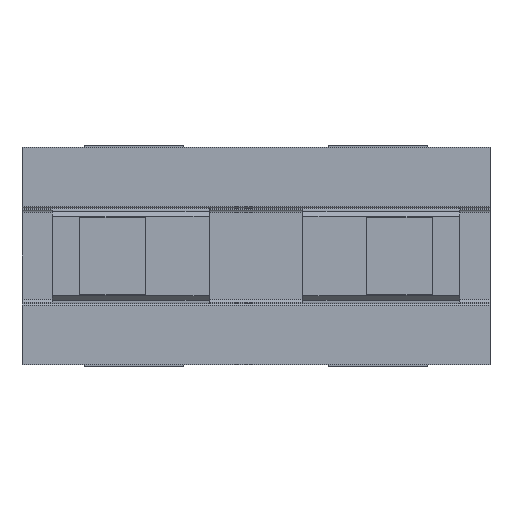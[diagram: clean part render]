
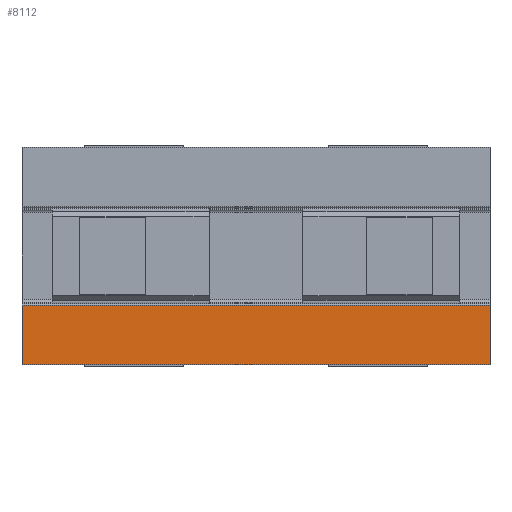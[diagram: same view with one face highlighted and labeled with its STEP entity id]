
A CAD part, left-side view. The second image highlights one B-rep face of the part: STEP entity #8112.
In plain terms, the highlighted planar face has unit normal (-1, 0, 0).
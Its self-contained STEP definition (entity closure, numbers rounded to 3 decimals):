
#460 = VECTOR ( 'NONE', #4780, 1000. ) ;
#484 = CARTESIAN_POINT ( 'NONE',  ( -75., 35.5, -16.5 ) ) ;
#870 = CARTESIAN_POINT ( 'NONE',  ( -75., -35.5, 16.5 ) ) ;
#1011 = CARTESIAN_POINT ( 'NONE',  ( -75., 35.5, -16.5 ) ) ;
#1025 = VERTEX_POINT ( 'NONE', #6034 ) ;
#1871 = CARTESIAN_POINT ( 'NONE',  ( -75., -35.5, -16.5 ) ) ;
#1980 = LINE ( 'NONE', #4345, #3713 ) ;
#2066 = EDGE_CURVE ( 'NONE', #4145, #6391, #1980, .T. ) ;
#2227 = LINE ( 'NONE', #484, #3754 ) ;
#2357 = ORIENTED_EDGE ( 'NONE', *, *, #5068, .F. ) ;
#2911 = EDGE_CURVE ( 'NONE', #3684, #4145, #2227, .T. ) ;
#2927 = CARTESIAN_POINT ( 'NONE',  ( -75., -35.5, -7.462 ) ) ;
#3684 = VERTEX_POINT ( 'NONE', #1011 ) ;
#3711 = DIRECTION ( 'NONE',  ( 0., -1., 0. ) ) ;
#3713 = VECTOR ( 'NONE', #3711, 1000. ) ;
#3728 = LINE ( 'NONE', #870, #460 ) ;
#3754 = VECTOR ( 'NONE', #4397, 1000. ) ;
#4145 = VERTEX_POINT ( 'NONE', #4784 ) ;
#4240 = DIRECTION ( 'NONE',  ( 0., 0., -1. ) ) ;
#4345 = CARTESIAN_POINT ( 'NONE',  ( -75., 35.5, -7.462 ) ) ;
#4397 = DIRECTION ( 'NONE',  ( 0., 0., 1. ) ) ;
#4569 = EDGE_CURVE ( 'NONE', #6391, #1025, #3728, .T. ) ;
#4780 = DIRECTION ( 'NONE',  ( 0., 0., -1. ) ) ;
#4784 = CARTESIAN_POINT ( 'NONE',  ( -75., 35.5, -7.462 ) ) ;
#4863 = CARTESIAN_POINT ( 'NONE',  ( -75., 0., 0. ) ) ;
#4988 = ORIENTED_EDGE ( 'NONE', *, *, #4569, .F. ) ;
#5068 = EDGE_CURVE ( 'NONE', #1025, #3684, #6927, .T. ) ;
#5482 = EDGE_LOOP ( 'NONE', ( #5964, #8392, #2357, #4988 ) ) ;
#5964 = ORIENTED_EDGE ( 'NONE', *, *, #2066, .F. ) ;
#6034 = CARTESIAN_POINT ( 'NONE',  ( -75., -35.5, -16.5 ) ) ;
#6214 = FACE_OUTER_BOUND ( 'NONE', #5482, .T. ) ;
#6391 = VERTEX_POINT ( 'NONE', #2927 ) ;
#6406 = DIRECTION ( 'NONE',  ( 0., 1., 0. ) ) ;
#6927 = LINE ( 'NONE', #1871, #7341 ) ;
#7341 = VECTOR ( 'NONE', #6406, 1000. ) ;
#7475 = PLANE ( 'NONE',  #8027 ) ;
#8027 = AXIS2_PLACEMENT_3D ( 'NONE', #4863, #8156, #4240 ) ;
#8112 = ADVANCED_FACE ( 'NONE', ( #6214 ), #7475, .F. ) ;
#8156 = DIRECTION ( 'NONE',  ( 1., 0., 0. ) ) ;
#8392 = ORIENTED_EDGE ( 'NONE', *, *, #2911, .F. ) ;
